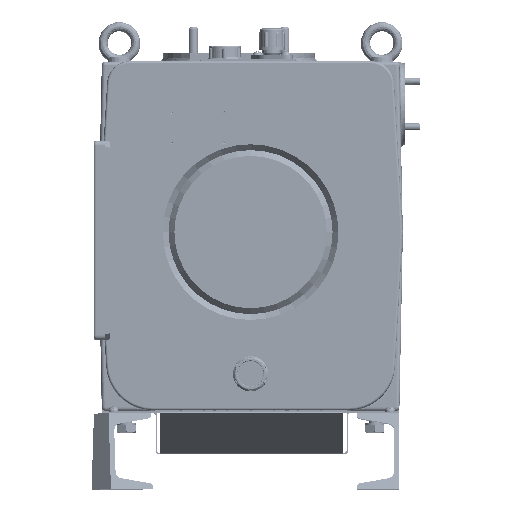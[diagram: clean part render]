
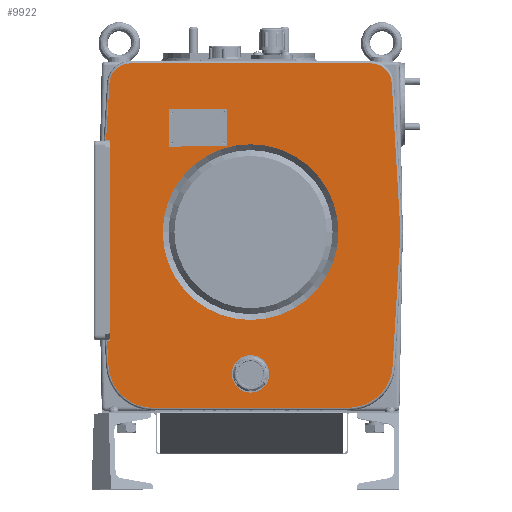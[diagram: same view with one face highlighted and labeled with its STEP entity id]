
A CAD part, top view. The second image highlights one B-rep face of the part: STEP entity #9922.
In plain terms, the highlighted planar face has unit normal (0, 0, 1).
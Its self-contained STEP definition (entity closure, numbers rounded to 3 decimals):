
#9922=ADVANCED_FACE('',(#192044,#192046,#192048,#192050),#192052,.F.);
#192044=FACE_BOUND('',#192045,.T.);
#192045=EDGE_LOOP('',(#240387,#240388,#240389,#240390,#240391,#240392,#240393,#240394,
#240395,#240396,#240397,#240398,#240399));
#192046=FACE_BOUND('',#192047,.T.);
#192047=EDGE_LOOP('',(#240400));
#192048=FACE_BOUND('',#192049,.T.);
#192049=EDGE_LOOP('',(#240401));
#192050=FACE_BOUND('',#192051,.T.);
#192051=EDGE_LOOP('',(#240402,#240403,#240404,#240405));
#192052=PLANE('',#192053);
#192053=AXIS2_PLACEMENT_3D('',#192054,#192055,#192056);
#192054=CARTESIAN_POINT('',(0.,22.,351.));
#192055=DIRECTION('',(0.,0.,-1.));
#192056=DIRECTION('',(-1.,0.,0.));
#240387=ORIENTED_EDGE('',*,*,#271781,.F.);
#240388=ORIENTED_EDGE('',*,*,#271759,.T.);
#240389=ORIENTED_EDGE('',*,*,#271757,.T.);
#240390=ORIENTED_EDGE('',*,*,#271755,.T.);
#240391=ORIENTED_EDGE('',*,*,#271753,.T.);
#240392=ORIENTED_EDGE('',*,*,#271750,.T.);
#240393=ORIENTED_EDGE('',*,*,#271747,.T.);
#240394=ORIENTED_EDGE('',*,*,#271744,.T.);
#240395=ORIENTED_EDGE('',*,*,#271742,.T.);
#240396=ORIENTED_EDGE('',*,*,#271740,.T.);
#240397=ORIENTED_EDGE('',*,*,#271737,.T.);
#240398=ORIENTED_EDGE('',*,*,#271735,.T.);
#240399=ORIENTED_EDGE('',*,*,#271783,.F.);
#240400=ORIENTED_EDGE('',*,*,#264866,.T.);
#240401=ORIENTED_EDGE('',*,*,#264868,.T.);
#240402=ORIENTED_EDGE('',*,*,#264782,.T.);
#240403=ORIENTED_EDGE('',*,*,#264785,.T.);
#240404=ORIENTED_EDGE('',*,*,#264788,.T.);
#240405=ORIENTED_EDGE('',*,*,#271784,.T.);
#264782=EDGE_CURVE('',#304091,#304095,#304097,.T.);
#264785=EDGE_CURVE('',#304095,#304100,#304102,.T.);
#264788=EDGE_CURVE('',#304100,#304105,#304107,.T.);
#264866=EDGE_CURVE('',#304238,#304238,#304239,.T.);
#264868=EDGE_CURVE('',#304242,#304242,#304243,.T.);
#271735=EDGE_CURVE('',#315474,#315472,#315475,.T.);
#271737=EDGE_CURVE('',#315477,#315474,#315478,.T.);
#271740=EDGE_CURVE('',#315480,#315477,#315482,.T.);
#271742=EDGE_CURVE('',#315483,#315480,#315485,.T.);
#271744=EDGE_CURVE('',#315486,#315483,#315488,.T.);
#271747=EDGE_CURVE('',#315490,#315486,#315493,.T.);
#271750=EDGE_CURVE('',#315496,#315490,#315497,.T.);
#271753=EDGE_CURVE('',#315499,#315496,#315501,.T.);
#271755=EDGE_CURVE('',#315502,#315499,#315504,.T.);
#271757=EDGE_CURVE('',#315505,#315502,#315507,.T.);
#271759=EDGE_CURVE('',#315510,#315505,#315511,.T.);
#271781=EDGE_CURVE('',#315510,#315542,#315543,.T.);
#271783=EDGE_CURVE('',#315542,#315472,#315545,.T.);
#271784=EDGE_CURVE('',#304105,#304091,#315546,.T.);
#304091=VERTEX_POINT('',#387343);
#304095=VERTEX_POINT('',#387351);
#304097=LINE('',#387355,#387356);
#304100=VERTEX_POINT('',#387362);
#304102=LINE('',#387366,#387367);
#304105=VERTEX_POINT('',#387373);
#304107=LINE('',#387377,#387378);
#304238=VERTEX_POINT('',#387989);
#304239=CIRCLE('',#387990,16.);
#304242=VERTEX_POINT('',#387999);
#304243=CIRCLE('',#388000,75.);
#315472=VERTEX_POINT('',#453455);
#315474=VERTEX_POINT('',#453459);
#315475=LINE('',#453460,#453461);
#315477=VERTEX_POINT('',#453467);
#315478=LINE('',#453468,#453469);
#315480=VERTEX_POINT('',#453475);
#315482=CIRCLE('',#453480,18.);
#315483=VERTEX_POINT('',#453484);
#315485=LINE('',#453489,#453490);
#315486=VERTEX_POINT('',#453492);
#315488=CIRCLE('',#453497,18.);
#315490=VERTEX_POINT('',#453502);
#315493=LINE('',#453510,#453511);
#315496=VERTEX_POINT('',#453519);
#315497=LINE('',#453520,#453521);
#315499=VERTEX_POINT('',#453527);
#315501=CIRCLE('',#453532,38.);
#315502=VERTEX_POINT('',#453536);
#315504=LINE('',#453541,#453542);
#315505=VERTEX_POINT('',#453544);
#315507=CIRCLE('',#453549,38.);
#315510=VERTEX_POINT('',#453557);
#315511=LINE('',#453558,#453559);
#315542=VERTEX_POINT('',#453648);
#315543=LINE('',#453649,#453650);
#315545=LINE('',#453655,#453656);
#315546=LINE('',#453658,#453659);
#387343=CARTESIAN_POINT('',(-70.029,126.97,351.));
#387351=CARTESIAN_POINT('',(-20.032,127.46,351.));
#387355=CARTESIAN_POINT('',(-70.029,126.97,351.));
#387356=VECTOR('',#387357,1.);
#387357=DIRECTION('',(1.,0.01,0.));
#387362=CARTESIAN_POINT('',(-19.718,95.461,351.));
#387366=CARTESIAN_POINT('',(-20.032,127.46,351.));
#387367=VECTOR('',#387368,1.);
#387368=DIRECTION('',(0.01,-1.,0.));
#387373=CARTESIAN_POINT('',(-69.716,94.972,351.));
#387377=CARTESIAN_POINT('',(-19.718,95.461,351.));
#387378=VECTOR('',#387379,1.);
#387379=DIRECTION('',(-1.,-0.01,0.));
#387989=CARTESIAN_POINT('',(-16.,-99.,351.));
#387990=AXIS2_PLACEMENT_3D('',#387991,#387992,#387993);
#387991=CARTESIAN_POINT('',(0.,-99.,351.));
#387992=DIRECTION('',(0.,0.,-1.));
#387993=DIRECTION('',(-1.,0.,0.));
#387999=CARTESIAN_POINT('',(75.,22.,351.));
#388000=AXIS2_PLACEMENT_3D('',#388001,#388002,#388003);
#388001=CARTESIAN_POINT('',(0.,22.,351.));
#388002=DIRECTION('',(0.,0.,-1.));
#388003=DIRECTION('',(-1.,0.,0.));
#453455=CARTESIAN_POINT('',(-120.,101.,351.));
#453459=CARTESIAN_POINT('',(-123.303,101.,351.));
#453460=CARTESIAN_POINT('',(-123.303,101.,351.));
#453461=VECTOR('',#453462,1.);
#453462=DIRECTION('',(1.,0.,0.));
#453467=CARTESIAN_POINT('',(-120.501,149.048,351.));
#453468=CARTESIAN_POINT('',(-120.501,149.048,351.));
#453469=VECTOR('',#453470,1.);
#453470=DIRECTION('',(-0.058,-0.998,0.));
#453475=CARTESIAN_POINT('',(-102.532,166.,351.));
#453480=AXIS2_PLACEMENT_3D('',#453481,#453482,#453483);
#453481=CARTESIAN_POINT('',(-102.532,148.,351.));
#453482=DIRECTION('',(0.,0.,1.));
#453483=DIRECTION('',(0.,1.,0.));
#453484=CARTESIAN_POINT('',(102.532,166.,351.));
#453489=CARTESIAN_POINT('',(102.532,166.,351.));
#453490=VECTOR('',#453491,1.);
#453491=DIRECTION('',(-1.,0.,0.));
#453492=CARTESIAN_POINT('',(120.501,149.048,351.));
#453497=AXIS2_PLACEMENT_3D('',#453498,#453499,#453500);
#453498=CARTESIAN_POINT('',(102.532,148.,351.));
#453499=DIRECTION('',(0.,0.,1.));
#453500=DIRECTION('',(0.998,0.058,0.));
#453502=CARTESIAN_POINT('',(127.909,22.,351.));
#453510=CARTESIAN_POINT('',(127.909,22.,351.));
#453511=VECTOR('',#453512,1.);
#453512=DIRECTION('',(-0.058,0.998,0.));
#453519=CARTESIAN_POINT('',(121.281,-92.202,351.));
#453520=CARTESIAN_POINT('',(121.281,-92.202,351.));
#453521=VECTOR('',#453522,1.);
#453522=DIRECTION('',(0.058,0.998,0.));
#453527=CARTESIAN_POINT('',(83.345,-128.,351.));
#453532=AXIS2_PLACEMENT_3D('',#453533,#453534,#453535);
#453533=CARTESIAN_POINT('',(83.345,-90.,351.));
#453534=DIRECTION('',(0.,0.,1.));
#453535=DIRECTION('',(0.,-1.,0.));
#453536=CARTESIAN_POINT('',(-83.345,-128.,351.));
#453541=CARTESIAN_POINT('',(-83.345,-128.,351.));
#453542=VECTOR('',#453543,1.);
#453543=DIRECTION('',(1.,0.,0.));
#453544=CARTESIAN_POINT('',(-121.281,-92.202,351.));
#453549=AXIS2_PLACEMENT_3D('',#453550,#453551,#453552);
#453550=CARTESIAN_POINT('',(-83.345,-90.,351.));
#453551=DIRECTION('',(0.,0.,1.));
#453552=DIRECTION('',(-0.998,-0.058,0.));
#453557=CARTESIAN_POINT('',(-122.511,-71.,351.));
#453558=CARTESIAN_POINT('',(-122.511,-71.,351.));
#453559=VECTOR('',#453560,1.);
#453560=DIRECTION('',(0.058,-0.998,0.));
#453648=CARTESIAN_POINT('',(-120.,-71.,351.));
#453649=CARTESIAN_POINT('',(-122.511,-71.,351.));
#453650=VECTOR('',#453651,1.);
#453651=DIRECTION('',(1.,0.,0.));
#453655=CARTESIAN_POINT('',(-120.,-71.,351.));
#453656=VECTOR('',#453657,1.);
#453657=DIRECTION('',(0.,1.,0.));
#453658=CARTESIAN_POINT('',(-69.716,94.972,351.));
#453659=VECTOR('',#453660,1.);
#453660=DIRECTION('',(-0.01,1.,0.));
